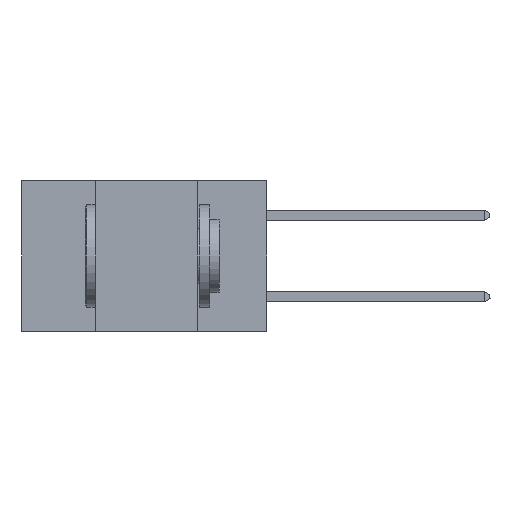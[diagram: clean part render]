
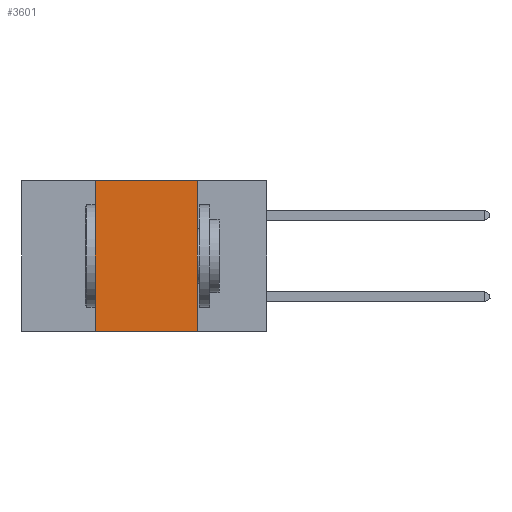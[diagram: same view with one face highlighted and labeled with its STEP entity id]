
A CAD part, left-side view. The second image highlights one B-rep face of the part: STEP entity #3601.
In plain terms, the highlighted planar face has unit normal (-1, 0, 0).
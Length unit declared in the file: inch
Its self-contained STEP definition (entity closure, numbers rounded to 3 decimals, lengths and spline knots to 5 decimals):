
#516 = EDGE_CURVE ( 'NONE', #5353, #21733, #27911, .T. ) ;
#545 = CARTESIAN_POINT ( 'NONE',  ( 0., 0.17, 0. ) ) ;
#2966 = CARTESIAN_POINT ( 'NONE',  ( 0., 0.42, 0. ) ) ;
#3291 = VERTEX_POINT ( 'NONE', #545 ) ;
#3601 = ADVANCED_FACE ( 'NONE', ( #18706 ), #37535, .F. ) ;
#4605 = CARTESIAN_POINT ( 'NONE',  ( 0., 0.42, -0.37 ) ) ;
#5353 = VERTEX_POINT ( 'NONE', #4605 ) ;
#6104 = CARTESIAN_POINT ( 'NONE',  ( 0., 0.42, 0. ) ) ;
#6219 = DIRECTION ( 'NONE',  ( 0., 0., 1. ) ) ;
#10771 = VECTOR ( 'NONE', #25175, 39.37008 ) ;
#14783 = VECTOR ( 'NONE', #35711, 39.37008 ) ;
#15979 = VECTOR ( 'NONE', #25206, 39.37008 ) ;
#17005 = LINE ( 'NONE', #40897, #15979 ) ;
#18528 = CARTESIAN_POINT ( 'NONE',  ( 0., 0.6, 0. ) ) ;
#18706 = FACE_OUTER_BOUND ( 'NONE', #19036, .T. ) ;
#18758 = CARTESIAN_POINT ( 'NONE',  ( 0., 0.6, -0.37 ) ) ;
#19036 = EDGE_LOOP ( 'NONE', ( #36407, #20601, #22597, #39361 ) ) ;
#20601 = ORIENTED_EDGE ( 'NONE', *, *, #35676, .F. ) ;
#21733 = VERTEX_POINT ( 'NONE', #38986 ) ;
#21788 = DIRECTION ( 'NONE',  ( 0., 0., -1. ) ) ;
#22597 = ORIENTED_EDGE ( 'NONE', *, *, #32276, .F. ) ;
#23004 = CARTESIAN_POINT ( 'NONE',  ( 0., 0.6, 0. ) ) ;
#23385 = LINE ( 'NONE', #23004, #14783 ) ;
#24229 = LINE ( 'NONE', #2966, #40021 ) ;
#25175 = DIRECTION ( 'NONE',  ( 0., -1., 0. ) ) ;
#25206 = DIRECTION ( 'NONE',  ( 0., 0., -1. ) ) ;
#27911 = LINE ( 'NONE', #18758, #10771 ) ;
#29144 = AXIS2_PLACEMENT_3D ( 'NONE', #18528, #40683, #21788 ) ;
#32276 = EDGE_CURVE ( 'NONE', #5353, #36246, #24229, .T. ) ;
#34293 = EDGE_CURVE ( 'NONE', #3291, #21733, #17005, .T. ) ;
#35676 = EDGE_CURVE ( 'NONE', #36246, #3291, #23385, .T. ) ;
#35711 = DIRECTION ( 'NONE',  ( 0., -1., 0. ) ) ;
#36246 = VERTEX_POINT ( 'NONE', #6104 ) ;
#36407 = ORIENTED_EDGE ( 'NONE', *, *, #34293, .F. ) ;
#37535 = PLANE ( 'NONE',  #29144 ) ;
#38986 = CARTESIAN_POINT ( 'NONE',  ( 0., 0.17, -0.37 ) ) ;
#39361 = ORIENTED_EDGE ( 'NONE', *, *, #516, .T. ) ;
#40021 = VECTOR ( 'NONE', #6219, 39.37008 ) ;
#40683 = DIRECTION ( 'NONE',  ( 1., 0., 0. ) ) ;
#40897 = CARTESIAN_POINT ( 'NONE',  ( 0., 0.17, 0. ) ) ;
